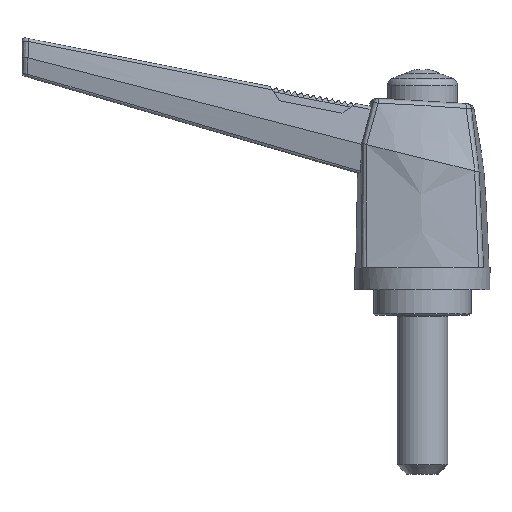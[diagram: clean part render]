
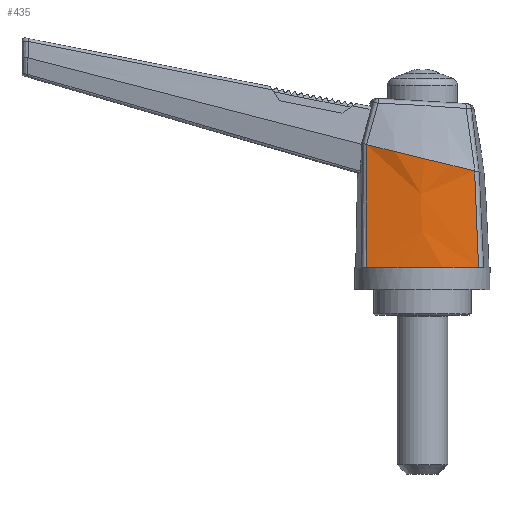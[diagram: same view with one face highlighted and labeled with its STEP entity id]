
A CAD part, front view. The second image highlights one B-rep face of the part: STEP entity #435.
In plain terms, the highlighted free-form (B-spline) face has degree [3, 3] with [6, 4] control points.
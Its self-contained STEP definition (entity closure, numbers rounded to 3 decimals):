
#435 = ADVANCED_FACE( '', ( #928 ), #929, .T. );
#928 = FACE_OUTER_BOUND( '', #3110, .T. );
#929 = B_SPLINE_SURFACE_WITH_KNOTS( '', 3, 3, ( ( #3111, #3112, #3113, #3114 ), ( #3115, #3116, #3117, #3118 ), ( #3119, #3120, #3121, #3122 ), ( #3123, #3124, #3125, #3126 ), ( #3127, #3128, #3129, #3130 ), ( #3131, #3132, #3133, #3134 ) ), .UNSPECIFIED., .F., .F., .F., ( 4, 2, 4 ), ( 4, 4 ), ( 0., 0.5, 1. ), ( 0., 1. ), .UNSPECIFIED. );
#3110 = EDGE_LOOP( '', ( #4798, #4799, #4800, #4801, #4802, #4803 ) );
#3111 = CARTESIAN_POINT( '', ( -9.476, -9.25, 0. ) );
#3112 = CARTESIAN_POINT( '', ( -9.428, -8.983, 6.495 ) );
#3113 = CARTESIAN_POINT( '', ( -9.38, -8.717, 12.99 ) );
#3114 = CARTESIAN_POINT( '', ( -9.333, -8.45, 19.486 ) );
#3115 = CARTESIAN_POINT( '', ( -6.364, -9.914, 0. ) );
#3116 = CARTESIAN_POINT( '', ( -6.392, -9.793, 6.26 ) );
#3117 = CARTESIAN_POINT( '', ( -6.42, -9.671, 12.52 ) );
#3118 = CARTESIAN_POINT( '', ( -6.449, -9.55, 18.779 ) );
#3119 = CARTESIAN_POINT( '', ( -3.182, -10.25, 0. ) );
#3120 = CARTESIAN_POINT( '', ( -3.252, -10.222, 6.01 ) );
#3121 = CARTESIAN_POINT( '', ( -3.322, -10.194, 12.02 ) );
#3122 = CARTESIAN_POINT( '', ( -3.392, -10.167, 18.031 ) );
#3123 = CARTESIAN_POINT( '', ( 3.182, -10.25, 0. ) );
#3124 = CARTESIAN_POINT( '', ( 3.04, -10.291, 5.508 ) );
#3125 = CARTESIAN_POINT( '', ( 2.897, -10.332, 11.017 ) );
#3126 = CARTESIAN_POINT( '', ( 2.755, -10.374, 16.525 ) );
#3127 = CARTESIAN_POINT( '', ( 6.364, -9.914, 0. ) );
#3128 = CARTESIAN_POINT( '', ( 6.19, -9.931, 5.256 ) );
#3129 = CARTESIAN_POINT( '', ( 6.017, -9.947, 10.513 ) );
#3130 = CARTESIAN_POINT( '', ( 5.844, -9.963, 15.769 ) );
#3131 = CARTESIAN_POINT( '', ( 9.476, -9.25, 0. ) );
#3132 = CARTESIAN_POINT( '', ( 9.248, -9.187, 5.016 ) );
#3133 = CARTESIAN_POINT( '', ( 9.02, -9.123, 10.031 ) );
#3134 = CARTESIAN_POINT( '', ( 8.792, -9.06, 15.047 ) );
#4798 = ORIENTED_EDGE( '', *, *, #5553, .F. );
#4799 = ORIENTED_EDGE( '', *, *, #5306, .T. );
#4800 = ORIENTED_EDGE( '', *, *, #5567, .T. );
#4801 = ORIENTED_EDGE( '', *, *, #5386, .T. );
#4802 = ORIENTED_EDGE( '', *, *, #5568, .T. );
#4803 = ORIENTED_EDGE( '', *, *, #5569, .T. );
#5306 = EDGE_CURVE( '', #5994, #5992, #5995, .T. );
#5386 = EDGE_CURVE( '', #5816, #5814, #6114, .T. );
#5553 = EDGE_CURVE( '', #5994, #6331, #6332, .T. );
#5567 = EDGE_CURVE( '', #5992, #5816, #6349, .T. );
#5568 = EDGE_CURVE( '', #5814, #6350, #6351, .T. );
#5569 = EDGE_CURVE( '', #6350, #6331, #6352, .T. );
#5814 = VERTEX_POINT( '', #7035 );
#5816 = VERTEX_POINT( '', #7037 );
#5992 = VERTEX_POINT( '', #7576 );
#5994 = VERTEX_POINT( '', #7607 );
#5995 = B_SPLINE_CURVE_WITH_KNOTS( '', 3, ( #7608, #7609, #7610, #7611, #7612, #7613 ), .UNSPECIFIED., .F., .F., ( 4, 2, 4 ), ( 0., 0.01, 0.019 ), .UNSPECIFIED. );
#6114 = B_SPLINE_CURVE_WITH_KNOTS( '', 3, ( #8051, #8052, #8053, #8054, #8055, #8056 ), .UNSPECIFIED., .F., .F., ( 4, 2, 4 ), ( 0.332, 0.5, 0.668 ), .UNSPECIFIED. );
#6331 = VERTEX_POINT( '', #8847 );
#6332 = B_SPLINE_CURVE_WITH_KNOTS( '', 3, ( #8848, #8849, #8850, #8851, #8852, #8853, #8854, #8855, #8856, #8857 ), .UNSPECIFIED., .F., .F., ( 4, 2, 2, 2, 4 ), ( 0.032, 0.25, 0.5, 0.75, 0.967 ), .UNSPECIFIED. );
#6349 = B_SPLINE_CURVE_WITH_KNOTS( '', 3, ( #8907, #8908, #8909, #8910 ), .UNSPECIFIED., .F., .F., ( 4, 4 ), ( 0.034, 0.332 ), .UNSPECIFIED. );
#6350 = VERTEX_POINT( '', #8911 );
#6351 = B_SPLINE_CURVE_WITH_KNOTS( '', 3, ( #8912, #8913, #8914, #8915 ), .UNSPECIFIED., .F., .F., ( 4, 4 ), ( 0.668, 0.965 ), .UNSPECIFIED. );
#6352 = B_SPLINE_CURVE_WITH_KNOTS( '', 3, ( #8916, #8917, #8918, #8919 ), .UNSPECIFIED., .F., .F., ( 4, 4 ), ( 0., 0.015 ), .UNSPECIFIED. );
#7035 = CARTESIAN_POINT( '', ( 3.2, -10.137, 0. ) );
#7037 = CARTESIAN_POINT( '', ( -3.2, -10.137, 0. ) );
#7576 = CARTESIAN_POINT( '', ( -8.83, -9.383, 0. ) );
#7607 = CARTESIAN_POINT( '', ( -8.781, -8.654, 19.35 ) );
#7608 = CARTESIAN_POINT( '', ( -8.781, -8.654, 19.35 ) );
#7609 = CARTESIAN_POINT( '', ( -8.788, -8.777, 16.125 ) );
#7610 = CARTESIAN_POINT( '', ( -8.797, -8.899, 12.9 ) );
#7611 = CARTESIAN_POINT( '', ( -8.813, -9.142, 6.45 ) );
#7612 = CARTESIAN_POINT( '', ( -8.822, -9.263, 3.225 ) );
#7613 = CARTESIAN_POINT( '', ( -8.83, -9.383, 0. ) );
#8051 = CARTESIAN_POINT( '', ( -3.2, -10.137, 0. ) );
#8052 = CARTESIAN_POINT( '', ( -2.135, -10.212, 0. ) );
#8053 = CARTESIAN_POINT( '', ( -1.068, -10.25, 0. ) );
#8054 = CARTESIAN_POINT( '', ( 1.068, -10.25, 0. ) );
#8055 = CARTESIAN_POINT( '', ( 2.135, -10.212, 0. ) );
#8056 = CARTESIAN_POINT( '', ( 3.2, -10.137, 0. ) );
#8847 = CARTESIAN_POINT( '', ( 8.209, -9.232, 15.19 ) );
#8848 = CARTESIAN_POINT( '', ( -8.781, -8.654, 19.35 ) );
#8849 = CARTESIAN_POINT( '', ( -7.512, -9.108, 19.04 ) );
#8850 = CARTESIAN_POINT( '', ( -6.217, -9.468, 18.723 ) );
#8851 = CARTESIAN_POINT( '', ( -3.385, -10.04, 18.029 ) );
#8852 = CARTESIAN_POINT( '', ( -1.859, -10.218, 17.655 ) );
#8853 = CARTESIAN_POINT( '', ( 1.222, -10.322, 16.901 ) );
#8854 = CARTESIAN_POINT( '', ( 2.756, -10.246, 16.525 ) );
#8855 = CARTESIAN_POINT( '', ( 5.612, -9.867, 15.826 ) );
#8856 = CARTESIAN_POINT( '', ( 6.92, -9.597, 15.505 ) );
#8857 = CARTESIAN_POINT( '', ( 8.209, -9.232, 15.19 ) );
#8907 = CARTESIAN_POINT( '', ( -8.83, -9.383, 0. ) );
#8908 = CARTESIAN_POINT( '', ( -6.972, -9.751, 0. ) );
#8909 = CARTESIAN_POINT( '', ( -5.09, -10.003, 0. ) );
#8910 = CARTESIAN_POINT( '', ( -3.2, -10.137, 0. ) );
#8911 = CARTESIAN_POINT( '', ( 8.83, -9.383, 0. ) );
#8912 = CARTESIAN_POINT( '', ( 3.2, -10.137, 0. ) );
#8913 = CARTESIAN_POINT( '', ( 5.09, -10.003, 0. ) );
#8914 = CARTESIAN_POINT( '', ( 6.971, -9.751, 0. ) );
#8915 = CARTESIAN_POINT( '', ( 8.83, -9.383, 0. ) );
#8916 = CARTESIAN_POINT( '', ( 8.83, -9.383, 0. ) );
#8917 = CARTESIAN_POINT( '', ( 8.622, -9.334, 5.063 ) );
#8918 = CARTESIAN_POINT( '', ( 8.415, -9.283, 10.126 ) );
#8919 = CARTESIAN_POINT( '', ( 8.209, -9.232, 15.19 ) );
